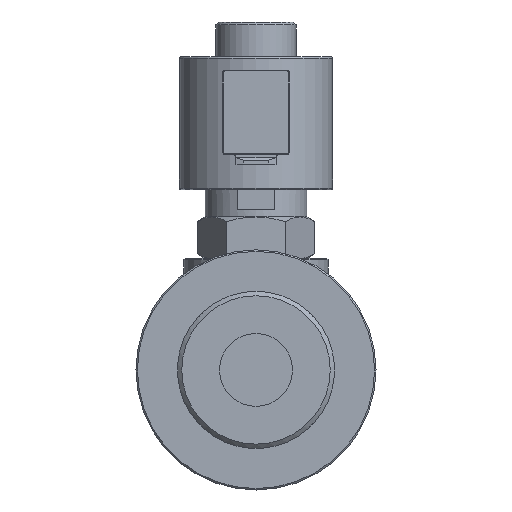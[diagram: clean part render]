
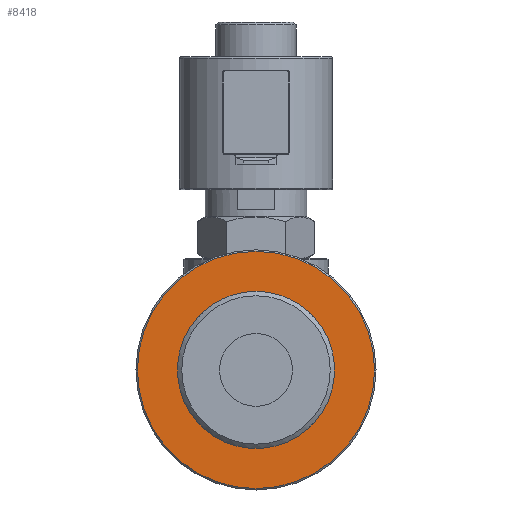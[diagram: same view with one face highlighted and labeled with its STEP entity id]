
A CAD part, front view. The second image highlights one B-rep face of the part: STEP entity #8418.
In plain terms, the highlighted planar face has unit normal (0, -1, 0).
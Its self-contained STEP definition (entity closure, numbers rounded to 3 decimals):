
#2074=PLANE('',#9060);
#2281=FACE_BOUND('',#3008,.T.);
#2436=FACE_OUTER_BOUND('',#3007,.T.);
#3007=EDGE_LOOP('',(#6158));
#3008=EDGE_LOOP('',(#6159,#6160,#6161,#6162,#6163,#6164,#6165,#6166));
#3549=CIRCLE('',#9061,81.5);
#3550=CIRCLE('',#9062,9.);
#3551=CIRCLE('',#9063,54.);
#3552=CIRCLE('',#9064,9.);
#3553=CIRCLE('',#9065,54.);
#3554=CIRCLE('',#9066,9.);
#3555=CIRCLE('',#9067,54.);
#3556=CIRCLE('',#9068,9.);
#3557=CIRCLE('',#9069,54.);
#3940=VERTEX_POINT('',#12241);
#3941=VERTEX_POINT('',#12243);
#3942=VERTEX_POINT('',#12244);
#3943=VERTEX_POINT('',#12246);
#3944=VERTEX_POINT('',#12248);
#3945=VERTEX_POINT('',#12250);
#3946=VERTEX_POINT('',#12252);
#3947=VERTEX_POINT('',#12254);
#3948=VERTEX_POINT('',#12256);
#4778=EDGE_CURVE('',#3940,#3940,#3549,.T.);
#4779=EDGE_CURVE('',#3941,#3942,#3550,.T.);
#4780=EDGE_CURVE('',#3941,#3943,#3551,.T.);
#4781=EDGE_CURVE('',#3944,#3943,#3552,.T.);
#4782=EDGE_CURVE('',#3944,#3945,#3553,.T.);
#4783=EDGE_CURVE('',#3946,#3945,#3554,.T.);
#4784=EDGE_CURVE('',#3946,#3947,#3555,.T.);
#4785=EDGE_CURVE('',#3948,#3947,#3556,.T.);
#4786=EDGE_CURVE('',#3948,#3942,#3557,.T.);
#6158=ORIENTED_EDGE('',*,*,#4778,.F.);
#6159=ORIENTED_EDGE('',*,*,#4779,.F.);
#6160=ORIENTED_EDGE('',*,*,#4780,.T.);
#6161=ORIENTED_EDGE('',*,*,#4781,.F.);
#6162=ORIENTED_EDGE('',*,*,#4782,.T.);
#6163=ORIENTED_EDGE('',*,*,#4783,.F.);
#6164=ORIENTED_EDGE('',*,*,#4784,.T.);
#6165=ORIENTED_EDGE('',*,*,#4785,.F.);
#6166=ORIENTED_EDGE('',*,*,#4786,.T.);
#8418=ADVANCED_FACE('',(#2436,#2281),#2074,.T.);
#9060=AXIS2_PLACEMENT_3D('',#12240,#10160,#10161);
#9061=AXIS2_PLACEMENT_3D('',#12242,#10162,#10163);
#9062=AXIS2_PLACEMENT_3D('',#12245,#10164,#10165);
#9063=AXIS2_PLACEMENT_3D('',#12247,#10166,#10167);
#9064=AXIS2_PLACEMENT_3D('',#12249,#10168,#10169);
#9065=AXIS2_PLACEMENT_3D('',#12251,#10170,#10171);
#9066=AXIS2_PLACEMENT_3D('',#12253,#10172,#10173);
#9067=AXIS2_PLACEMENT_3D('',#12255,#10174,#10175);
#9068=AXIS2_PLACEMENT_3D('',#12257,#10176,#10177);
#9069=AXIS2_PLACEMENT_3D('',#12258,#10178,#10179);
#10160=DIRECTION('center_axis',(0.,-1.,0.));
#10161=DIRECTION('ref_axis',(0.,0.,-1.));
#10162=DIRECTION('center_axis',(0.,1.,0.));
#10163=DIRECTION('ref_axis',(0.,0.,
-1.));
#10164=DIRECTION('center_axis',(0.,1.,0.));
#10165=DIRECTION('ref_axis',(0.,0.,
-1.));
#10166=DIRECTION('center_axis',(0.,1.,0.));
#10167=DIRECTION('ref_axis',(0.,0.,
1.));
#10168=DIRECTION('center_axis',(0.,1.,0.));
#10169=DIRECTION('ref_axis',(-1.,0.,0.));
#10170=DIRECTION('center_axis',(0.,1.,0.));
#10171=DIRECTION('ref_axis',(0.,0.,
1.));
#10172=DIRECTION('center_axis',(0.,1.,0.));
#10173=DIRECTION('ref_axis',(0.,0.,
1.));
#10174=DIRECTION('center_axis',(0.,1.,0.));
#10175=DIRECTION('ref_axis',(0.,0.,
1.));
#10176=DIRECTION('center_axis',(0.,1.,0.));
#10177=DIRECTION('ref_axis',(1.,0.,0.));
#10178=DIRECTION('center_axis',(0.,1.,0.));
#10179=DIRECTION('ref_axis',(0.,0.,
1.));
#12240=CARTESIAN_POINT('Origin',(0.,-113.,68.25));
#12241=CARTESIAN_POINT('',(0.,-113.,81.5));
#12242=CARTESIAN_POINT('Origin',(0.,-113.,0.));
#12243=CARTESIAN_POINT('',(40.078,-113.,36.191));
#12244=CARTESIAN_POINT('',(36.191,-113.,40.078));
#12245=CARTESIAN_POINT('Origin',(44.194,-113.,44.194));
#12246=CARTESIAN_POINT('',(40.078,-113.,-36.191));
#12247=CARTESIAN_POINT('Origin',(0.,-113.,0.));
#12248=CARTESIAN_POINT('',(36.191,-113.,-40.078));
#12249=CARTESIAN_POINT('Origin',(44.194,-113.,-44.194));
#12250=CARTESIAN_POINT('',(-36.191,-113.,-40.078));
#12251=CARTESIAN_POINT('Origin',(0.,-113.,0.));
#12252=CARTESIAN_POINT('',(-40.078,-113.,-36.191));
#12253=CARTESIAN_POINT('Origin',(-44.194,-113.,-44.194));
#12254=CARTESIAN_POINT('',(-40.078,-113.,36.191));
#12255=CARTESIAN_POINT('Origin',(0.,-113.,0.));
#12256=CARTESIAN_POINT('',(-36.191,-113.,40.078));
#12257=CARTESIAN_POINT('Origin',(-44.194,-113.,44.194));
#12258=CARTESIAN_POINT('Origin',(0.,-113.,0.));
